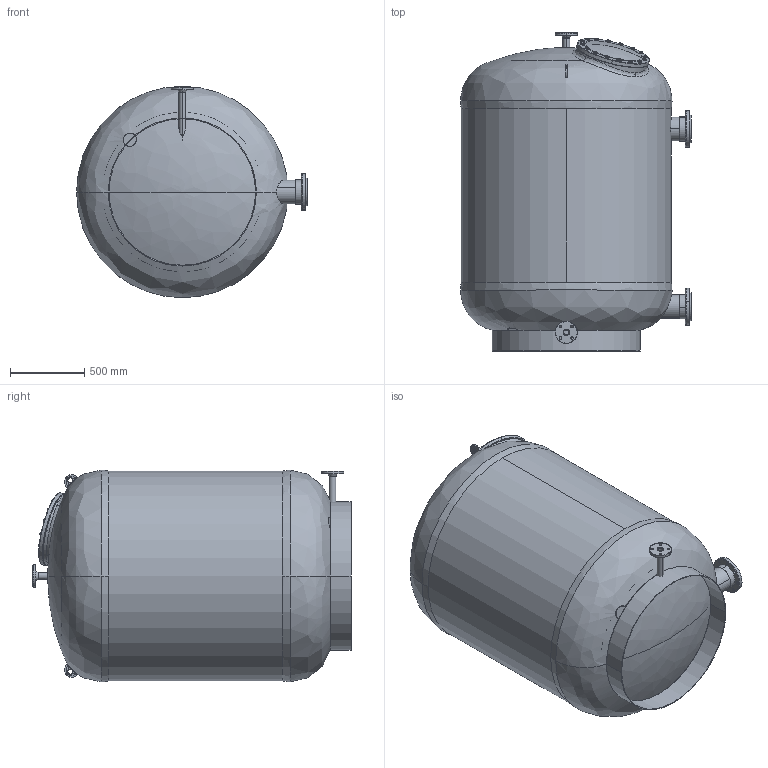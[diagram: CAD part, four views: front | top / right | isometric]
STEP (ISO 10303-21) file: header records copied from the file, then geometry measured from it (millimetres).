
FILE_DESCRIPTION (( 'STEP AP214' ), '1' );
FILE_NAME ('Adriatic S140.STEP', '2020-11-05T14:38:23', ( '' ), ( '' ), 'SwSTEP 2.0', 'SolidWorks 2019', '' );
FILE_SCHEMA (( 'AUTOMOTIVE_DESIGN' ));
Length unit declared in the file: millimetre
Products named in the file (1): Adriatic S140
Bounding box: 1559.21 x 2149.31 x 1428.43 mm (x, y, z)
Volume: 126024230.6 mm3; surface area: 22986652.6 mm2
Topology: 50 solids, 50 shells, 934 faces, 2220 edges, 1406 vertices
Faces by surface type: cylinder 360, plane 255, cone 211, bspline 108
Entity records: 52259 total; most frequent: CARTESIAN_POINT 20186, DIRECTION 4435, ORIENTED_EDGE 4358, EDGE_CURVE 2179, AXIS2_PLACEMENT_3D 1876, VERTEX_POINT 1406, EDGE_LOOP 1149, CIRCLE 1049
